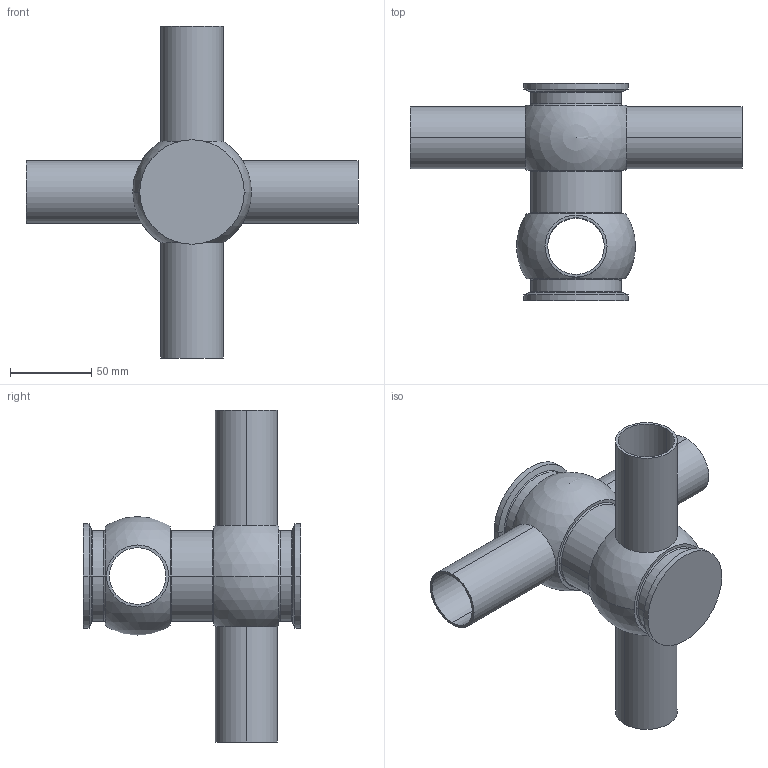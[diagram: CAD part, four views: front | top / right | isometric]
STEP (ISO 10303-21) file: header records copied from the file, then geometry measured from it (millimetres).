
FILE_DESCRIPTION (( 'STEP AP203' ), '1' );
FILE_NAME ('107757.STEP', '2018-03-14T15:10:24', ( '' ), ( '' ), 'SwSTEP 2.0', 'SolidWorks 2014', '' );
FILE_SCHEMA (( 'CONFIG_CONTROL_DESIGN' ));
Length unit declared in the file: inch
Products named in the file (1): 107757
Bounding box: 203.96 x 133.6 x 203.96 mm (x, y, z)
Volume: 361377 mm3; surface area: 111598.5 mm2
Topology: 1 solids, 1 shells, 52 faces, 119 edges, 71 vertices
Faces by surface type: cylinder 22, torus 12, plane 10, cone 4, sphere 4
Entity records: 1529 total; most frequent: DIRECTION 304, CARTESIAN_POINT 233, ORIENTED_EDGE 224, AXIS2_PLACEMENT_3D 139, EDGE_CURVE 112, CIRCLE 86, VERTEX_POINT 68, EDGE_LOOP 62
